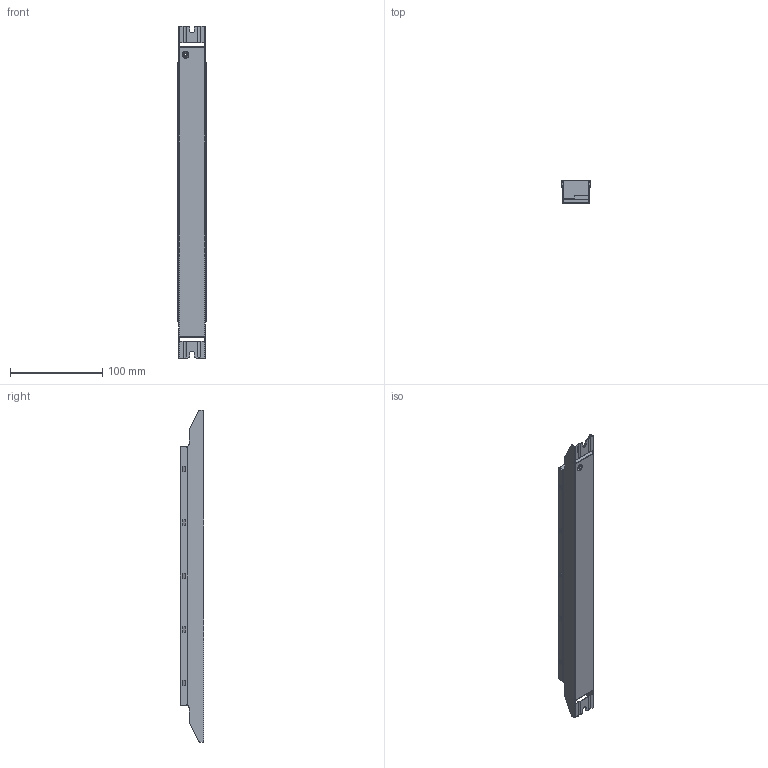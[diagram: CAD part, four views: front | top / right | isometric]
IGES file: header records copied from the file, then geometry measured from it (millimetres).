
Global section: file name: S040W-028C1400; native system: Autodesk Inventor 2017; preprocessor: unknown; author: paul.kolenda; date: 20170323.112105; units: inch
Bounding box: 30.4 x 25.4 x 360 mm (x, y, z)
Volume: 23352.3 mm3; surface area: 71217 mm2
Topology: 1 solids, 1 shells, 443 faces, 1219 edges, 788 vertices
Faces by surface type: bspline 443
